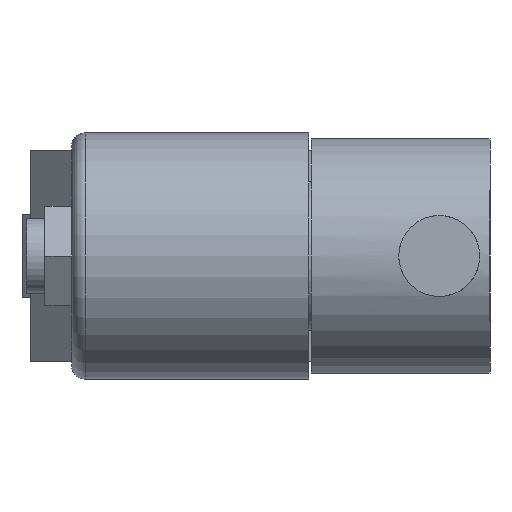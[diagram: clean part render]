
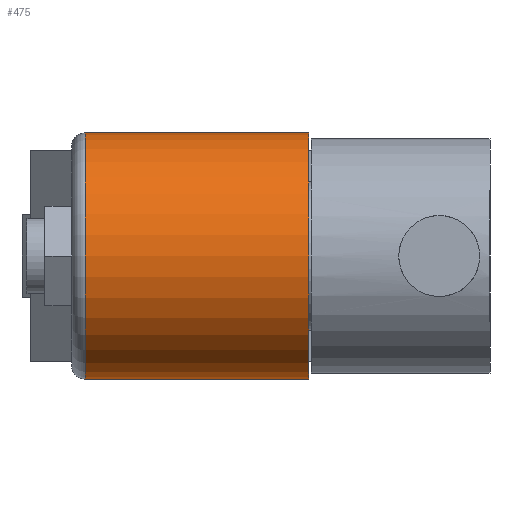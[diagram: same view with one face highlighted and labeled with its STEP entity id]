
A CAD part, left-side view. The second image highlights one B-rep face of the part: STEP entity #475.
In plain terms, the highlighted cylindrical face has radius 21 mm (diameter 42 mm), a partial arc.
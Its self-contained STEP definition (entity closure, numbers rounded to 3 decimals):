
#45 = CYLINDRICAL_SURFACE ( 'NONE', #1779, 21. ) ;
#238 = EDGE_LOOP ( 'NONE', ( #2171, #1559, #1867, #318 ) ) ;
#298 = DIRECTION ( 'NONE',  ( 0., -1., 0. ) ) ;
#318 = ORIENTED_EDGE ( 'NONE', *, *, #1440, .T. ) ;
#345 = DIRECTION ( 'NONE',  ( 0., -1., 0. ) ) ;
#428 = DIRECTION ( 'NONE',  ( 0., 1., 0. ) ) ;
#437 = DIRECTION ( 'NONE',  ( 0., -1., 0. ) ) ;
#468 = DIRECTION ( 'NONE',  ( 0., -1., 0. ) ) ;
#475 = ADVANCED_FACE ( 'NONE', ( #1951 ), #45, .T. ) ;
#489 = VERTEX_POINT ( 'NONE', #796 ) ;
#494 = CARTESIAN_POINT ( 'NONE',  ( 0., 47.96, -21. ) ) ;
#600 = VECTOR ( 'NONE', #468, 1000. ) ;
#643 = DIRECTION ( 'NONE',  ( 0., 0., 1. ) ) ;
#759 = VERTEX_POINT ( 'NONE', #878 ) ;
#796 = CARTESIAN_POINT ( 'NONE',  ( 0., 45.66, 21. ) ) ;
#853 = CARTESIAN_POINT ( 'NONE',  ( 0., 7.56, -21. ) ) ;
#878 = CARTESIAN_POINT ( 'NONE',  ( 0., 7.56, 21. ) ) ;
#1014 = AXIS2_PLACEMENT_3D ( 'NONE', #2143, #428, #643 ) ;
#1103 = DIRECTION ( 'NONE',  ( 0., 0., 1. ) ) ;
#1152 = AXIS2_PLACEMENT_3D ( 'NONE', #2035, #345, #1103 ) ;
#1163 = CARTESIAN_POINT ( 'NONE',  ( 0., 45.66, -21. ) ) ;
#1363 = VERTEX_POINT ( 'NONE', #1163 ) ;
#1440 = EDGE_CURVE ( 'NONE', #1910, #759, #2320, .T. ) ;
#1559 = ORIENTED_EDGE ( 'NONE', *, *, #2237, .T. ) ;
#1624 = LINE ( 'NONE', #494, #1738 ) ;
#1712 = CARTESIAN_POINT ( 'NONE',  ( 0., 47.96, 0. ) ) ;
#1724 = DIRECTION ( 'NONE',  ( 0., 0., -1. ) ) ;
#1738 = VECTOR ( 'NONE', #298, 1000. ) ;
#1779 = AXIS2_PLACEMENT_3D ( 'NONE', #1712, #437, #1724 ) ;
#1854 = LINE ( 'NONE', #2233, #600 ) ;
#1867 = ORIENTED_EDGE ( 'NONE', *, *, #2304, .T. ) ;
#1910 = VERTEX_POINT ( 'NONE', #853 ) ;
#1951 = FACE_OUTER_BOUND ( 'NONE', #238, .T. ) ;
#2035 = CARTESIAN_POINT ( 'NONE',  ( 0., 45.66, 0. ) ) ;
#2143 = CARTESIAN_POINT ( 'NONE',  ( 0., 7.56, 0. ) ) ;
#2171 = ORIENTED_EDGE ( 'NONE', *, *, #2189, .F. ) ;
#2189 = EDGE_CURVE ( 'NONE', #489, #759, #1854, .T. ) ;
#2215 = CIRCLE ( 'NONE', #1152, 21. ) ;
#2233 = CARTESIAN_POINT ( 'NONE',  ( 0., 47.96, 21. ) ) ;
#2237 = EDGE_CURVE ( 'NONE', #489, #1363, #2215, .T. ) ;
#2304 = EDGE_CURVE ( 'NONE', #1363, #1910, #1624, .T. ) ;
#2320 = CIRCLE ( 'NONE', #1014, 21. ) ;
